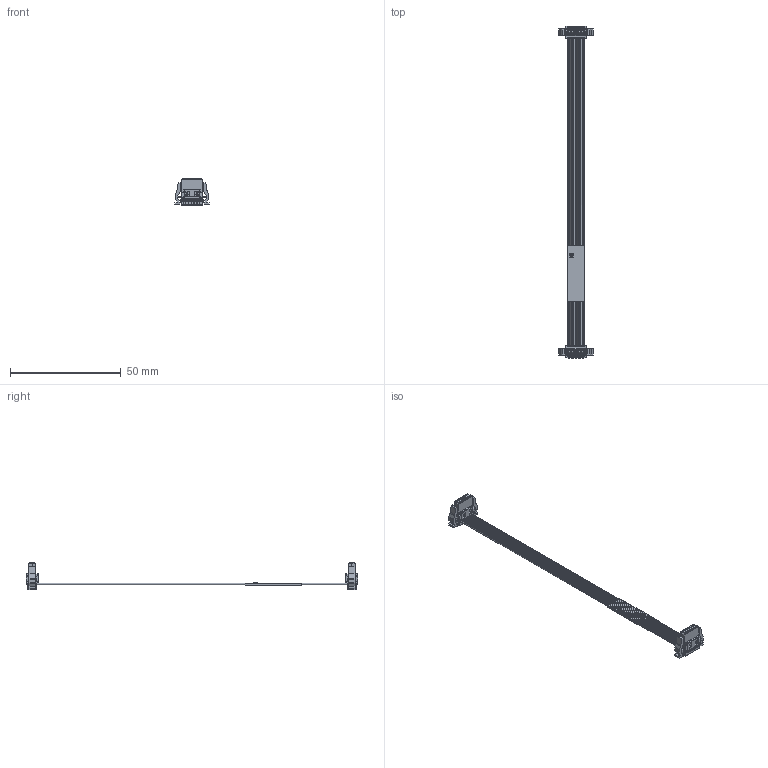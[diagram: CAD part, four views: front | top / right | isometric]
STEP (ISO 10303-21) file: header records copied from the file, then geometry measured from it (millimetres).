
FILE_DESCRIPTION(('CATIA V5 STEP Exchange','CAx-IF Rec.Pracs.--- Model Styling and Organization---1.4--- 2014-01-23'),'2;1');
FILE_NAME ('D1528988_0_2826910000_2826910000.stp','2022-04-28T09:53:24+00:00',('none'),('Weidmueller'),'CATIA Version 5-6 Release 2016 SP3 HF44','CATIA V5 STEP AP214','none');
FILE_SCHEMA(('AUTOMOTIVE_DESIGN { 1 0 10303 214 1 1 1 1 }'));
Products named in the file (1): 2826910000
Bounding box: 15.4 x 150 x 12.2 mm (x, y, z)
Volume: 1423.9 mm3; surface area: 8606.2 mm2
Topology: 15 solids, 15 shells, 2376 faces, 6604 edges, 4444 vertices
Faces by surface type: plane 1764, cylinder 460, extrusion 136, cone 16
Entity records: 79690 total; most frequent: CARTESIAN_POINT 20170, ORIENTED_EDGE 13208, DIRECTION 10297, EDGE_CURVE 6604, VECTOR 5368, LINE 5232, VERTEX_POINT 4444, AXIS2_PLACEMENT_3D 2736
